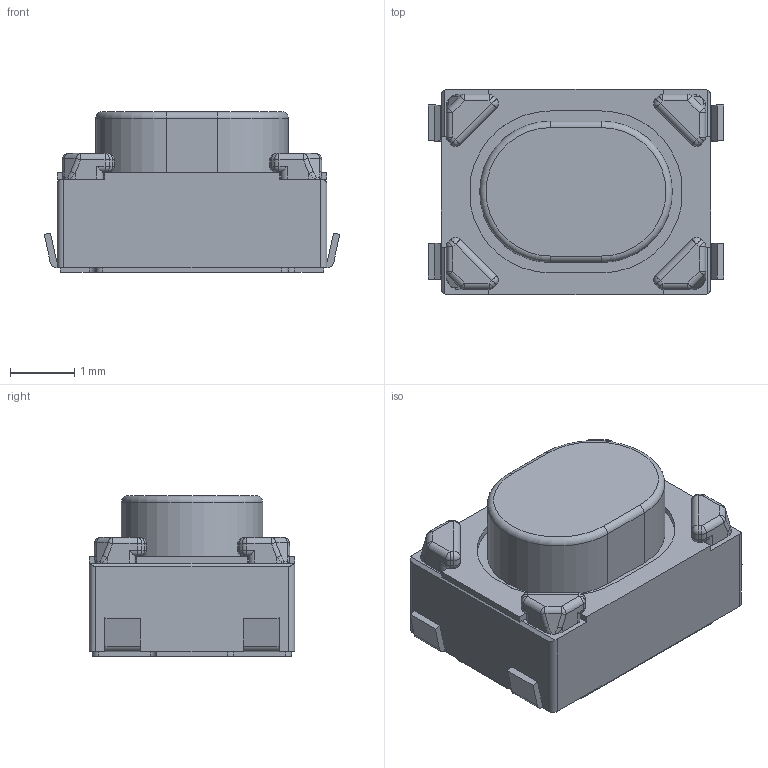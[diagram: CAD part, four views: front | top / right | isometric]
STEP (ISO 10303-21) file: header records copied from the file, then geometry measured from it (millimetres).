
FILE_DESCRIPTION( ( '' ), ' ' );
FILE_NAME( '5a7456a46e1a5a0db06f43d5.step', '2018-02-02T12:16:36', ( '' ), ( '' ), ' ', ' ', ' ' );
FILE_SCHEMA( ( 'AUTOMOTIVE_DESIGN { 1 0 10303 214 1 1 1 1 }' ) );
Length unit declared in the file: metre
Products named in the file (1): Open CASCADE STEP translator 6.8 1
Bounding box: 4.6 x 3.2 x 2.5 mm (x, y, z)
Volume: 26.3 mm3; surface area: 66.1 mm2
Topology: 1 solids, 1 shells, 303 faces, 774 edges, 432 vertices
Faces by surface type: cylinder 140, plane 113, sphere 40, bspline 8, torus 2
Entity records: 14880 total; most frequent: CARTESIAN_POINT 1686, DIRECTION 1532, ORIENTED_EDGE 1468, STYLED_ITEM 1037, PRESENTATION_STYLE_ASSIGNMENT 1037, COLOUR_RGB 1037, EDGE_CURVE 734, CURVE_STYLE 734
